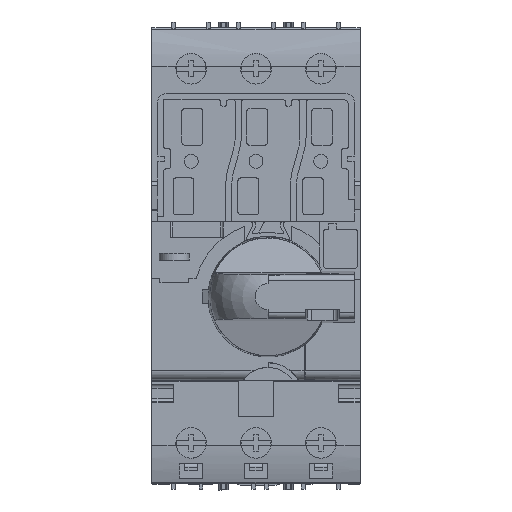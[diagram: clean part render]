
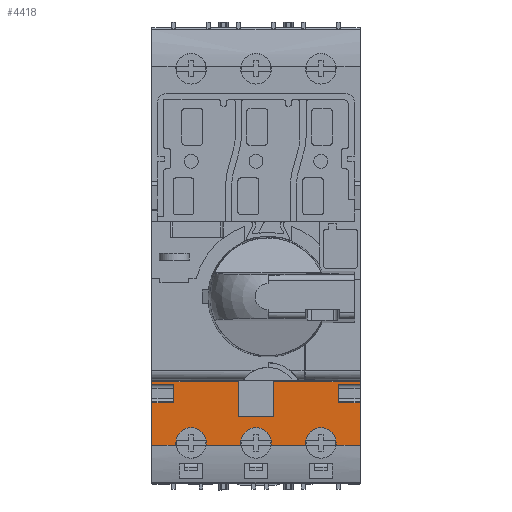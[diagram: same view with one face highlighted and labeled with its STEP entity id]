
A CAD part, top view. The second image highlights one B-rep face of the part: STEP entity #4418.
In plain terms, the highlighted planar face has unit normal (0, 0, 1).
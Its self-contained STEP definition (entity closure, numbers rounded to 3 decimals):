
#4418 = ADVANCED_FACE( '', ( #9174 ), #9175, .F. );
#9174 = FACE_OUTER_BOUND( '', #14193, .T. );
#9175 = PLANE( '', #14194 );
#14193 = EDGE_LOOP( '', ( #28252, #28253, #28254, #28255, #28256, #28257, #28258, #28259, #28260, #28261, #28262, #28263, #28264, #28265, #28266, #28267, #28268, #28269, #28270, #28271, #28272, #28273 ) );
#14194 = AXIS2_PLACEMENT_3D( '', #28274, #28275, #28276 );
#28252 = ORIENTED_EDGE( '', *, *, #34632, .F. );
#28253 = ORIENTED_EDGE( '', *, *, #36013, .F. );
#28254 = ORIENTED_EDGE( '', *, *, #36191, .F. );
#28255 = ORIENTED_EDGE( '', *, *, #36131, .F. );
#28256 = ORIENTED_EDGE( '', *, *, #30835, .F. );
#28257 = ORIENTED_EDGE( '', *, *, #35341, .F. );
#28258 = ORIENTED_EDGE( '', *, *, #33332, .F. );
#28259 = ORIENTED_EDGE( '', *, *, #31916, .T. );
#28260 = ORIENTED_EDGE( '', *, *, #30823, .F. );
#28261 = ORIENTED_EDGE( '', *, *, #36103, .T. );
#28262 = ORIENTED_EDGE( '', *, *, #36192, .T. );
#28263 = ORIENTED_EDGE( '', *, *, #36108, .T. );
#28264 = ORIENTED_EDGE( '', *, *, #35635, .T. );
#28265 = ORIENTED_EDGE( '', *, *, #36107, .T. );
#28266 = ORIENTED_EDGE( '', *, *, #36193, .T. );
#28267 = ORIENTED_EDGE( '', *, *, #36105, .T. );
#28268 = ORIENTED_EDGE( '', *, *, #31408, .T. );
#28269 = ORIENTED_EDGE( '', *, *, #36194, .F. );
#28270 = ORIENTED_EDGE( '', *, *, #35866, .T. );
#28271 = ORIENTED_EDGE( '', *, *, #35979, .T. );
#28272 = ORIENTED_EDGE( '', *, *, #31396, .T. );
#28273 = ORIENTED_EDGE( '', *, *, #34829, .F. );
#28274 = CARTESIAN_POINT( '', ( 0., 8.259, 49. ) );
#28275 = DIRECTION( '', ( 0., 0., -1. ) );
#28276 = DIRECTION( '', ( -1., 0., 0. ) );
#30823 = EDGE_CURVE( '', #37342, #37344, #37345, .T. );
#30835 = EDGE_CURVE( '', #37366, #37368, #37369, .T. );
#31396 = EDGE_CURVE( '', #38374, #38372, #38375, .T. );
#31408 = EDGE_CURVE( '', #38398, #38396, #38399, .T. );
#31916 = EDGE_CURVE( '', #39284, #37344, #39285, .T. );
#33332 = EDGE_CURVE( '', #39284, #41561, #41562, .T. );
#34632 = EDGE_CURVE( '', #43418, #43419, #43420, .T. );
#34829 = EDGE_CURVE( '', #43419, #38372, #43680, .T. );
#35341 = EDGE_CURVE( '', #41561, #37366, #44342, .T. );
#35635 = EDGE_CURVE( '', #44696, #44697, #44699, .T. );
#35866 = EDGE_CURVE( '', #44964, #44962, #44965, .T. );
#35979 = EDGE_CURVE( '', #44962, #38374, #45095, .T. );
#36013 = EDGE_CURVE( '', #45129, #43418, #45130, .T. );
#36103 = EDGE_CURVE( '', #37342, #45221, #45224, .T. );
#36105 = EDGE_CURVE( '', #45226, #38398, #45227, .T. );
#36107 = EDGE_CURVE( '', #44697, #45228, #45230, .T. );
#36108 = EDGE_CURVE( '', #45222, #44696, #45231, .T. );
#36131 = EDGE_CURVE( '', #37368, #45256, #45257, .T. );
#36191 = EDGE_CURVE( '', #45256, #45129, #45320, .T. );
#36192 = EDGE_CURVE( '', #45221, #45222, #45321, .T. );
#36193 = EDGE_CURVE( '', #45228, #45226, #45322, .T. );
#36194 = EDGE_CURVE( '', #44964, #38396, #45323, .T. );
#37342 = VERTEX_POINT( '', #46965 );
#37344 = VERTEX_POINT( '', #46967 );
#37345 = LINE( '', #46968, #46969 );
#37366 = VERTEX_POINT( '', #46996 );
#37368 = VERTEX_POINT( '', #46999 );
#37369 = LINE( '', #47000, #47001 );
#38372 = VERTEX_POINT( '', #48454 );
#38374 = VERTEX_POINT( '', #48456 );
#38375 = LINE( '', #48457, #48458 );
#38396 = VERTEX_POINT( '', #48485 );
#38398 = VERTEX_POINT( '', #48488 );
#38399 = LINE( '', #48489, #48490 );
#39284 = VERTEX_POINT( '', #49738 );
#39285 = LINE( '', #49739, #49740 );
#41561 = VERTEX_POINT( '', #53077 );
#41562 = LINE( '', #53078, #53079 );
#43418 = VERTEX_POINT( '', #55860 );
#43419 = VERTEX_POINT( '', #55861 );
#43420 = LINE( '', #55862, #55863 );
#43680 = LINE( '', #56236, #56237 );
#44342 = LINE( '', #57224, #57225 );
#44696 = VERTEX_POINT( '', #57738 );
#44697 = VERTEX_POINT( '', #57739 );
#44699 = CIRCLE( '', #57772, 3.3 );
#44962 = VERTEX_POINT( '', #58150 );
#44964 = VERTEX_POINT( '', #58153 );
#44965 = LINE( '', #58154, #58155 );
#45095 = LINE( '', #58367, #58368 );
#45129 = VERTEX_POINT( '', #58414 );
#45130 = LINE( '', #58415, #58416 );
#45221 = VERTEX_POINT( '', #58552 );
#45222 = VERTEX_POINT( '', #58553 );
#45224 = LINE( '', #58586, #58587 );
#45226 = VERTEX_POINT( '', #58590 );
#45227 = LINE( '', #58591, #58592 );
#45228 = VERTEX_POINT( '', #58593 );
#45230 = LINE( '', #58626, #58627 );
#45231 = LINE( '', #58628, #58629 );
#45256 = VERTEX_POINT( '', #58664 );
#45257 = LINE( '', #58665, #58666 );
#45320 = LINE( '', #58749, #58750 );
#45321 = CIRCLE( '', #58751, 3.3 );
#45322 = CIRCLE( '', #58752, 3.3 );
#45323 = LINE( '', #58753, #58754 );
#46965 = CARTESIAN_POINT( '', ( 0., 8.259, 49. ) );
#46967 = CARTESIAN_POINT( '', ( 0., 17.5, 49. ) );
#46968 = CARTESIAN_POINT( '', ( 0., 8.259, 49. ) );
#46969 = VECTOR( '', #59610, 1000. );
#46996 = CARTESIAN_POINT( '', ( 0., 21.5, 49. ) );
#46999 = CARTESIAN_POINT( '', ( 0., 22., 49. ) );
#47000 = CARTESIAN_POINT( '', ( 0., 8.259, 49. ) );
#47001 = VECTOR( '', #59630, 1000. );
#48454 = CARTESIAN_POINT( '', ( 45., 22., 49. ) );
#48456 = CARTESIAN_POINT( '', ( 45., 21.5, 49. ) );
#48457 = CARTESIAN_POINT( '', ( 45., 8.259, 49. ) );
#48458 = VECTOR( '', #60239, 1000. );
#48485 = CARTESIAN_POINT( '', ( 45., 17.5, 49. ) );
#48488 = CARTESIAN_POINT( '', ( 45., 8.259, 49. ) );
#48489 = CARTESIAN_POINT( '', ( 45., 8.259, 49. ) );
#48490 = VECTOR( '', #60259, 1000. );
#49738 = CARTESIAN_POINT( '', ( 4.7, 17.5, 49. ) );
#49739 = CARTESIAN_POINT( '', ( 4.7, 17.5, 49. ) );
#49740 = VECTOR( '', #60818, 1000. );
#53077 = CARTESIAN_POINT( '', ( 4.7, 21.5, 49. ) );
#53078 = CARTESIAN_POINT( '', ( 4.7, 17.5, 49. ) );
#53079 = VECTOR( '', #62268, 1000. );
#55860 = CARTESIAN_POINT( '', ( 26.3, 14.43, 49. ) );
#55861 = CARTESIAN_POINT( '', ( 26.3, 22., 49. ) );
#55862 = CARTESIAN_POINT( '', ( 26.3, 8.259, 49. ) );
#55863 = VECTOR( '', #63578, 1000. );
#56236 = CARTESIAN_POINT( '', ( 0., 22., 49. ) );
#56237 = VECTOR( '', #63761, 1000. );
#57224 = CARTESIAN_POINT( '', ( 4.7, 21.5, 49. ) );
#57225 = VECTOR( '', #64207, 1000. );
#57738 = CARTESIAN_POINT( '', ( 19.245, 8.259, 49. ) );
#57739 = CARTESIAN_POINT( '', ( 25.755, 8.259, 49. ) );
#57772 = AXIS2_PLACEMENT_3D( '', #64439, #64440, #64441 );
#58150 = CARTESIAN_POINT( '', ( 40.3, 21.5, 49. ) );
#58153 = CARTESIAN_POINT( '', ( 40.3, 17.5, 49. ) );
#58154 = CARTESIAN_POINT( '', ( 40.3, 17.5, 49. ) );
#58155 = VECTOR( '', #64606, 1000. );
#58367 = CARTESIAN_POINT( '', ( 40.3, 21.5, 49. ) );
#58368 = VECTOR( '', #64680, 1000. );
#58414 = CARTESIAN_POINT( '', ( 18.7, 14.43, 49. ) );
#58415 = CARTESIAN_POINT( '', ( 0., 14.43, 49. ) );
#58416 = VECTOR( '', #64699, 1000. );
#58552 = CARTESIAN_POINT( '', ( 5.245, 8.259, 49. ) );
#58553 = CARTESIAN_POINT( '', ( 11.755, 8.259, 49. ) );
#58586 = CARTESIAN_POINT( '', ( 0., 8.259, 49. ) );
#58587 = VECTOR( '', #64745, 1000. );
#58590 = CARTESIAN_POINT( '', ( 39.755, 8.259, 49. ) );
#58591 = CARTESIAN_POINT( '', ( 0., 8.259, 49. ) );
#58592 = VECTOR( '', #64747, 1000. );
#58593 = CARTESIAN_POINT( '', ( 33.245, 8.259, 49. ) );
#58626 = CARTESIAN_POINT( '', ( 0., 8.259, 49. ) );
#58627 = VECTOR( '', #64748, 1000. );
#58628 = CARTESIAN_POINT( '', ( 0., 8.259, 49. ) );
#58629 = VECTOR( '', #64749, 1000. );
#58664 = CARTESIAN_POINT( '', ( 18.7, 22., 49. ) );
#58665 = CARTESIAN_POINT( '', ( 0., 22., 49. ) );
#58666 = VECTOR( '', #64760, 1000. );
#58749 = CARTESIAN_POINT( '', ( 18.7, 8.259, 49. ) );
#58750 = VECTOR( '', #64796, 1000. );
#58751 = AXIS2_PLACEMENT_3D( '', #64797, #64798, #64799 );
#58752 = AXIS2_PLACEMENT_3D( '', #64800, #64801, #64802 );
#58753 = CARTESIAN_POINT( '', ( 40.3, 17.5, 49. ) );
#58754 = VECTOR( '', #64803, 1000. );
#59610 = DIRECTION( '', ( 0., 1., 0. ) );
#59630 = DIRECTION( '', ( 0., 1., 0. ) );
#60239 = DIRECTION( '', ( 0., 1., 0. ) );
#60259 = DIRECTION( '', ( 0., 1., 0. ) );
#60818 = DIRECTION( '', ( -1., 0., 0. ) );
#62268 = DIRECTION( '', ( 0., 1., 0. ) );
#63578 = DIRECTION( '', ( 0., 1., 0. ) );
#63761 = DIRECTION( '', ( 1., 0., 0. ) );
#64207 = DIRECTION( '', ( -1., 0., 0. ) );
#64439 = CARTESIAN_POINT( '', ( 22.5, 8.8, 49. ) );
#64440 = DIRECTION( '', ( 0., 0., -1. ) );
#64441 = DIRECTION( '', ( -1., 0., 0. ) );
#64606 = DIRECTION( '', ( 0., 1., 0. ) );
#64680 = DIRECTION( '', ( 1., 0., 0. ) );
#64699 = DIRECTION( '', ( 1., 0., 0. ) );
#64745 = DIRECTION( '', ( 1., 0., 0. ) );
#64747 = DIRECTION( '', ( 1., 0., 0. ) );
#64748 = DIRECTION( '', ( 1., 0., 0. ) );
#64749 = DIRECTION( '', ( 1., 0., 0. ) );
#64760 = DIRECTION( '', ( 1., 0., 0. ) );
#64796 = DIRECTION( '', ( 0., -1., 0. ) );
#64797 = CARTESIAN_POINT( '', ( 8.5, 8.8, 49. ) );
#64798 = DIRECTION( '', ( 0., 0., -1. ) );
#64799 = DIRECTION( '', ( -1., 0., 0. ) );
#64800 = CARTESIAN_POINT( '', ( 36.5, 8.8, 49. ) );
#64801 = DIRECTION( '', ( 0., 0., -1. ) );
#64802 = DIRECTION( '', ( -1., 0., 0. ) );
#64803 = DIRECTION( '', ( 1., 0., 0. ) );
